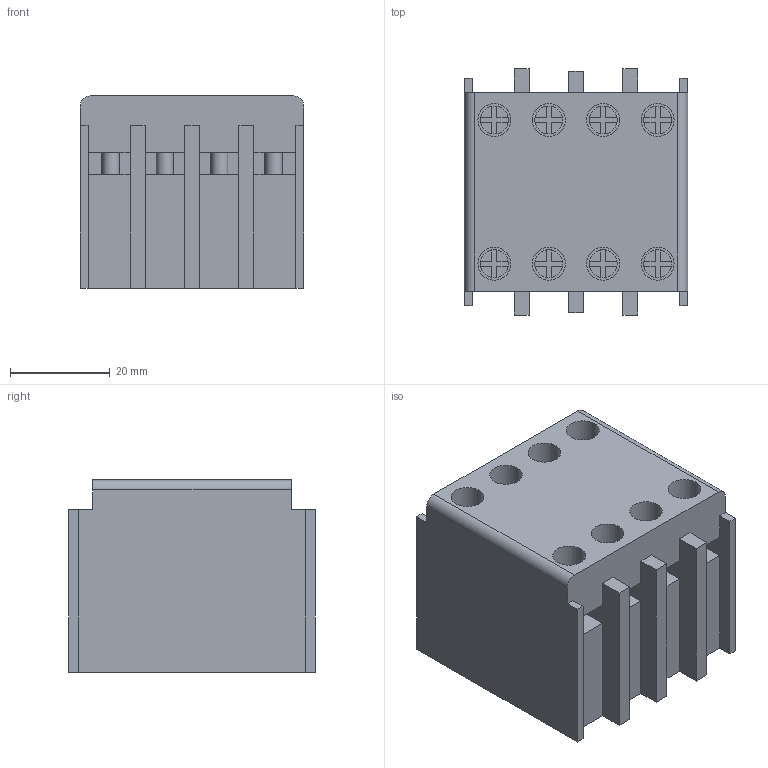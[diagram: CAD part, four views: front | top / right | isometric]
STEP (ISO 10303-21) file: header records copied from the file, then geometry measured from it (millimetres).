
FILE_DESCRIPTION(/* description */ (''),/* implementation_level */ '2;1');
FILE_NAME(/* name */ '100-F_4pol.stp',/* time_stamp */ '2012-07-19T10:37:53+02:00',/* author */ ('rota1'),/* organization */ ('RA'),/* preprocessor_version */ 'ST-DEVELOPER v11',/* originating_system */ 'SIEMENS PLM Software NX 7.5',/* authorisation */ '');
FILE_SCHEMA (('CONFIG_CONTROL_DESIGN'));
Length unit declared in the file: millimetre
Products named in the file (1): 000510_-.001
Bounding box: 44.8 x 49.4 x 38.5 mm (x, y, z)
Volume: 65915.8 mm3; surface area: 17338.5 mm2
Topology: 1 solids, 1 shells, 237 faces, 650 edges, 436 vertices
Faces by surface type: plane 211, cylinder 26
Full cylindrical faces by diameter (mm): 3.5 x8, 5.6 x8, 6.6 x8
Entity records: 7330 total; most frequent: CARTESIAN_POINT 1268, ORIENTED_EDGE 1220, DIRECTION 1194, EDGE_CURVE 610, LINE 502, VECTOR 502, VERTEX_POINT 420, AXIS2_PLACEMENT_3D 346
